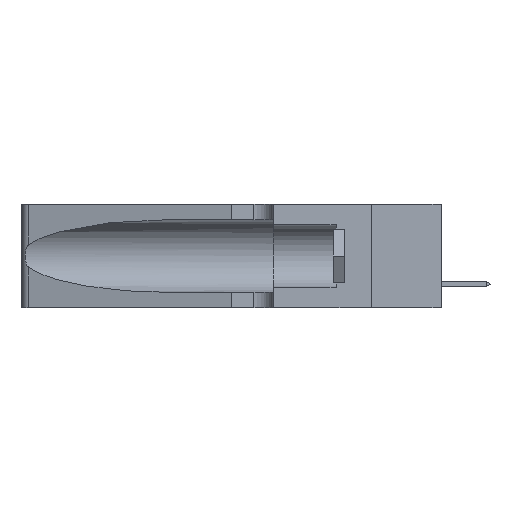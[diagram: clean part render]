
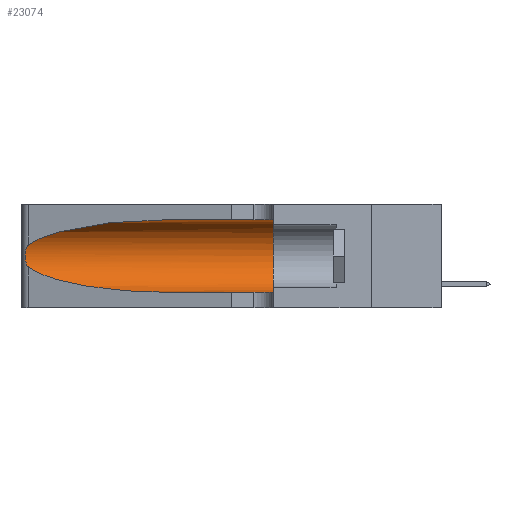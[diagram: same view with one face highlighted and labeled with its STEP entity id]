
A CAD part, left-side view. The second image highlights one B-rep face of the part: STEP entity #23074.
In plain terms, the highlighted cylindrical face has radius 3.308 mm (diameter 6.617 mm), a partial arc.
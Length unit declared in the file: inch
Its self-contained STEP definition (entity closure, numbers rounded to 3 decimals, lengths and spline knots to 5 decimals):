
#1339 = CARTESIAN_POINT ( 'NONE',  ( 0.26017, 1.23833, 0.17102 ) ) ;
#1431 = ORIENTED_EDGE ( 'NONE', *, *, #18787, .T. ) ;
#1713 = FACE_OUTER_BOUND ( 'NONE', #8031, .T. ) ;
#2016 = CARTESIAN_POINT ( 'NONE',  ( 0.1305, 1.61858, 0.185 ) ) ;
#2817 = CARTESIAN_POINT ( 'NONE',  ( 0.1305, 0.35, 0.31525 ) ) ;
#3158 = ORIENTED_EDGE ( 'NONE', *, *, #19687, .T. ) ;
#3333 = CARTESIAN_POINT ( 'NONE',  ( 0.2373, 1.15595, 0.28018 ) ) ;
#3454 = EDGE_CURVE ( 'NONE', #25722, #18138, #20788, .T. ) ;
#3609 = VERTEX_POINT ( 'NONE', #16142 ) ;
#3616 = DIRECTION ( 'NONE',  ( 0., 1., 0. ) ) ;
#3744 =( BOUNDED_CURVE ( )  B_SPLINE_CURVE ( 3, ( #12930, #25240, #3333, #25498 ),
 .UNSPECIFIED., .F., .T. ) 
 B_SPLINE_CURVE_WITH_KNOTS ( ( 4, 4 ),
 ( 1.5708, 2.84003 ),
 .UNSPECIFIED. ) 
 CURVE ( )  GEOMETRIC_REPRESENTATION_ITEM ( )  RATIONAL_B_SPLINE_CURVE ( ( 1., 0.87, 0.87, 1. ) ) 
 REPRESENTATION_ITEM ( '' )  );
#3926 = CARTESIAN_POINT ( 'NONE',  ( 0.26018, 1.23835, 0.19895 ) ) ;
#4601 = EDGE_CURVE ( 'NONE', #24624, #23702, #17308, .T. ) ;
#4887 = CARTESIAN_POINT ( 'NONE',  ( 0.25487, 1.22718, 0.14631 ) ) ;
#5065 = VECTOR ( 'NONE', #23164, 39.37008 ) ;
#5825 = CARTESIAN_POINT ( 'NONE',  ( 0.25854, 1.2359, 0.20912 ) ) ;
#7533 = DIRECTION ( 'NONE',  ( 0., 0., 1. ) ) ;
#7772 = DIRECTION ( 'NONE',  ( 0., 0., -1. ) ) ;
#7838 = CARTESIAN_POINT ( 'NONE',  ( 0.25487, 1.22718, 0.14631 ) ) ;
#8031 = EDGE_LOOP ( 'NONE', ( #8656, #1431, #10451, #3158, #11823, #17538 ) ) ;
#8367 = DIRECTION ( 'NONE',  ( 0., -1., 0. ) ) ;
#8656 = ORIENTED_EDGE ( 'NONE', *, *, #13461, .T. ) ;
#8854 = CYLINDRICAL_SURFACE ( 'NONE', #11757, 0.13025 ) ;
#9704 = CARTESIAN_POINT ( 'NONE',  ( 0.25487, 1.22718, 0.14631 ) ) ;
#10024 = CARTESIAN_POINT ( 'NONE',  ( 0.2373, 1.15595, 0.08982 ) ) ;
#10451 = ORIENTED_EDGE ( 'NONE', *, *, #3454, .T. ) ;
#10805 = CARTESIAN_POINT ( 'NONE',  ( 0.1305, 0.72297, 0.05475 ) ) ;
#11757 = AXIS2_PLACEMENT_3D ( 'NONE', #2016, #15734, #7772 ) ;
#11823 = ORIENTED_EDGE ( 'NONE', *, *, #4601, .F. ) ;
#12357 = B_SPLINE_CURVE_WITH_KNOTS ( 'NONE', 3,
 ( #13606, #18015, #13945, #20096, #5825, #3926, #16540, #17405, #1339, #25196, #25103, #15484, #25630, #9704 ),
 .UNSPECIFIED., .F., .F.,
 ( 4, 2, 2, 2, 2, 2, 4 ),
 ( 0., 0.00027, 0.00053, 0.00107, 0.0016, 0.00187, 0.00214 ),
 .UNSPECIFIED. ) ;
#12847 = LINE ( 'NONE', #16677, #13164 ) ;
#12930 = CARTESIAN_POINT ( 'NONE',  ( 0.1305, 0.72297, 0.31525 ) ) ;
#13164 = VECTOR ( 'NONE', #8367, 39.37008 ) ;
#13461 = EDGE_CURVE ( 'NONE', #18907, #3609, #3744, .T. ) ;
#13606 = CARTESIAN_POINT ( 'NONE',  ( 0.25487, 1.22718, 0.22369 ) ) ;
#13945 = CARTESIAN_POINT ( 'NONE',  ( 0.25639, 1.23184, 0.21858 ) ) ;
#14049 = CARTESIAN_POINT ( 'NONE',  ( 0.1305, 0.35, 0.05475 ) ) ;
#15484 = CARTESIAN_POINT ( 'NONE',  ( 0.25639, 1.23186, 0.15144 ) ) ;
#15734 = DIRECTION ( 'NONE',  ( 0., -1., 0. ) ) ;
#16126 = CARTESIAN_POINT ( 'NONE',  ( 0.1305, 0.72297, 0.31525 ) ) ;
#16142 = CARTESIAN_POINT ( 'NONE',  ( 0.25487, 1.22718, 0.22369 ) ) ;
#16471 = AXIS2_PLACEMENT_3D ( 'NONE', #21554, #3616, #7533 ) ;
#16540 = CARTESIAN_POINT ( 'NONE',  ( 0.26075, 1.23896, 0.19203 ) ) ;
#16677 = CARTESIAN_POINT ( 'NONE',  ( 0.1305, 1.61858, 0.05475 ) ) ;
#17308 = CIRCLE ( 'NONE', #16471, 0.13025 ) ;
#17405 = CARTESIAN_POINT ( 'NONE',  ( 0.26075, 1.23896, 0.178 ) ) ;
#17538 = ORIENTED_EDGE ( 'NONE', *, *, #18010, .F. ) ;
#18010 = EDGE_CURVE ( 'NONE', #18907, #24624, #21939, .T. ) ;
#18015 = CARTESIAN_POINT ( 'NONE',  ( 0.25555, 1.22994, 0.2215 ) ) ;
#18138 = VERTEX_POINT ( 'NONE', #10805 ) ;
#18787 = EDGE_CURVE ( 'NONE', #3609, #25722, #12357, .T. ) ;
#18907 = VERTEX_POINT ( 'NONE', #16126 ) ;
#19687 = EDGE_CURVE ( 'NONE', #18138, #23702, #12847, .T. ) ;
#20096 = CARTESIAN_POINT ( 'NONE',  ( 0.25787, 1.23484, 0.2124 ) ) ;
#20788 =( BOUNDED_CURVE ( )  B_SPLINE_CURVE ( 3, ( #7838, #10024, #23887, #21957 ),
 .UNSPECIFIED., .F., .T. ) 
 B_SPLINE_CURVE_WITH_KNOTS ( ( 4, 4 ),
 ( 3.44316, 4.71239 ),
 .UNSPECIFIED. ) 
 CURVE ( )  GEOMETRIC_REPRESENTATION_ITEM ( )  RATIONAL_B_SPLINE_CURVE ( ( 1., 0.87, 0.87, 1. ) ) 
 REPRESENTATION_ITEM ( '' )  );
#21554 = CARTESIAN_POINT ( 'NONE',  ( 0.1305, 0.35, 0.185 ) ) ;
#21939 = LINE ( 'NONE', #24747, #5065 ) ;
#21957 = CARTESIAN_POINT ( 'NONE',  ( 0.1305, 0.72297, 0.05475 ) ) ;
#23074 = ADVANCED_FACE ( 'NONE', ( #1713 ), #8854, .F. ) ;
#23164 = DIRECTION ( 'NONE',  ( 0., -1., 0. ) ) ;
#23702 = VERTEX_POINT ( 'NONE', #14049 ) ;
#23887 = CARTESIAN_POINT ( 'NONE',  ( 0.18966, 0.96281, 0.05475 ) ) ;
#24624 = VERTEX_POINT ( 'NONE', #2817 ) ;
#24747 = CARTESIAN_POINT ( 'NONE',  ( 0.1305, 1.61858, 0.31525 ) ) ;
#25103 = CARTESIAN_POINT ( 'NONE',  ( 0.25789, 1.23486, 0.15765 ) ) ;
#25196 = CARTESIAN_POINT ( 'NONE',  ( 0.25856, 1.23593, 0.16098 ) ) ;
#25240 = CARTESIAN_POINT ( 'NONE',  ( 0.18966, 0.96281, 0.31525 ) ) ;
#25498 = CARTESIAN_POINT ( 'NONE',  ( 0.25487, 1.22718, 0.22369 ) ) ;
#25630 = CARTESIAN_POINT ( 'NONE',  ( 0.25555, 1.22993, 0.14849 ) ) ;
#25722 = VERTEX_POINT ( 'NONE', #4887 ) ;
